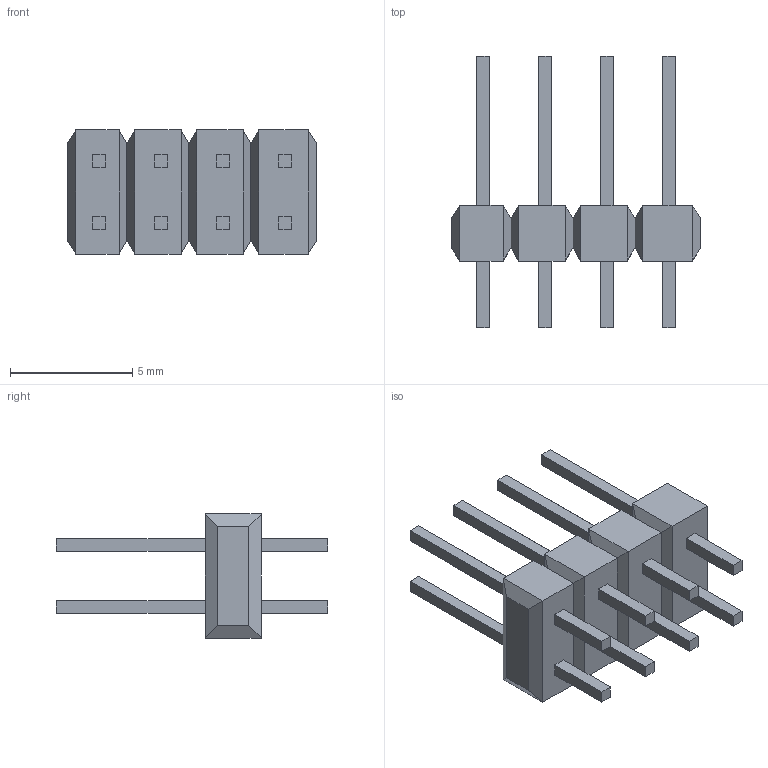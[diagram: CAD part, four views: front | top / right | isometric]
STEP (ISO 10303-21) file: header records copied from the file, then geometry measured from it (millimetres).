
FILE_DESCRIPTION((''),'2;1');
FILE_NAME('010897080','2016-10-25T',('gsharma'),(''),'PRO/ENGINEER BY PARAMETRIC TECHNOLOGY CORPORATION, 2012310','PRO/ENGINEER BY PARAMETRIC TECHNOLOGY CORPORATION, 2012310','');
FILE_SCHEMA(('CONFIG_CONTROL_DESIGN'));
Length unit declared in the file: inch
Products named in the file (1): 010897080
Bounding box: 10.16 x 11.1 x 5.08 mm (x, y, z)
Volume: 127.1 mm3; surface area: 328.8 mm2
Topology: 1 solids, 1 shells, 130 faces, 308 edges, 196 vertices
Faces by surface type: plane 130
Entity records: 3653 total; most frequent: CARTESIAN_POINT 619, DIRECTION 586, ORIENTED_EDGE 584, VECTOR 292, LINE 292, EDGE_CURVE 292, VERTEX_POINT 180, AXIS2_PLACEMENT_3D 147
